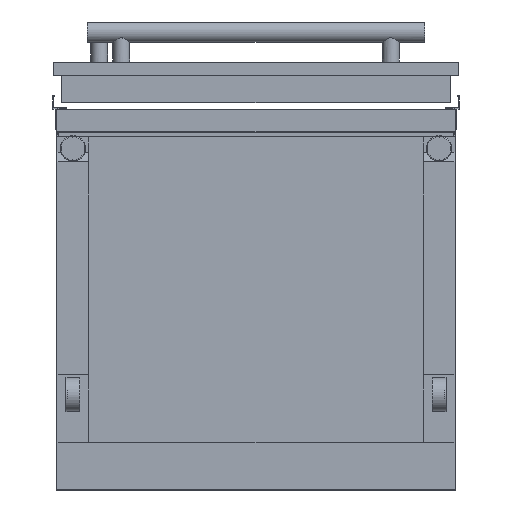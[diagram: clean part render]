
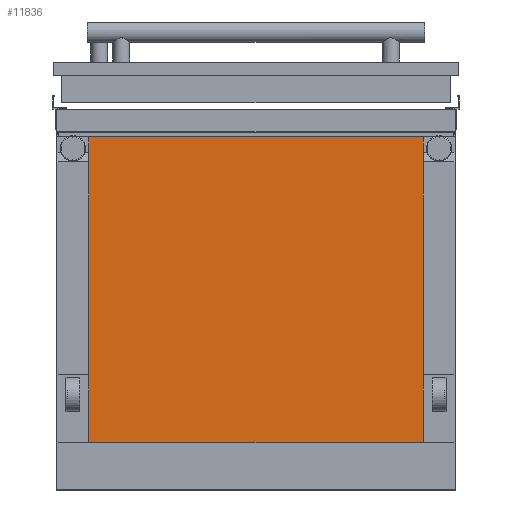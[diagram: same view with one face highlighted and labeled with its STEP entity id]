
A CAD part, front view. The second image highlights one B-rep face of the part: STEP entity #11836.
In plain terms, the highlighted planar face has unit normal (0, -1, 0).
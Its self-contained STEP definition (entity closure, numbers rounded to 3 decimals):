
#694 = DIRECTION ( 'NONE',  ( -1., 0., 0. ) ) ;
#2685 = LINE ( 'NONE', #11700, #7477 ) ;
#2895 = VECTOR ( 'NONE', #3614, 1000. ) ;
#3503 = VERTEX_POINT ( 'NONE', #6478 ) ;
#3614 = DIRECTION ( 'NONE',  ( 0., 0., 1. ) ) ;
#3712 = VERTEX_POINT ( 'NONE', #6732 ) ;
#3983 = CARTESIAN_POINT ( 'NONE',  ( -246., -990.85, 240. ) ) ;
#4043 = PLANE ( 'NONE',  #4522 ) ;
#4397 = ORIENTED_EDGE ( 'NONE', *, *, #9778, .F. ) ;
#4522 = AXIS2_PLACEMENT_3D ( 'NONE', #6083, #5238, #11323 ) ;
#4593 = EDGE_CURVE ( 'NONE', #3503, #4661, #2685, .T. ) ;
#4661 = VERTEX_POINT ( 'NONE', #4861 ) ;
#4678 = VECTOR ( 'NONE', #5708, 1000. ) ;
#4861 = CARTESIAN_POINT ( 'NONE',  ( -246., -990.85, -210.4 ) ) ;
#4982 = LINE ( 'NONE', #11823, #4678 ) ;
#5127 = ORIENTED_EDGE ( 'NONE', *, *, #4593, .F. ) ;
#5238 = DIRECTION ( 'NONE',  ( 0., 1., 0. ) ) ;
#5354 = FACE_OUTER_BOUND ( 'NONE', #5375, .T. ) ;
#5375 = EDGE_LOOP ( 'NONE', ( #12995, #9878, #4397, #5127 ) ) ;
#5708 = DIRECTION ( 'NONE',  ( 0., 0., 1. ) ) ;
#5767 = EDGE_CURVE ( 'NONE', #3503, #3712, #4982, .T. ) ;
#6083 = CARTESIAN_POINT ( 'NONE',  ( -246., -990.85, -280. ) ) ;
#6478 = CARTESIAN_POINT ( 'NONE',  ( 246., -990.85, -210.4 ) ) ;
#6732 = CARTESIAN_POINT ( 'NONE',  ( 246., -990.85, 240. ) ) ;
#7141 = EDGE_CURVE ( 'NONE', #3712, #11270, #12416, .T. ) ;
#7477 = VECTOR ( 'NONE', #12668, 1000. ) ;
#8324 = LINE ( 'NONE', #12741, #2895 ) ;
#9778 = EDGE_CURVE ( 'NONE', #4661, #11270, #8324, .T. ) ;
#9878 = ORIENTED_EDGE ( 'NONE', *, *, #7141, .T. ) ;
#11270 = VERTEX_POINT ( 'NONE', #3983 ) ;
#11323 = DIRECTION ( 'NONE',  ( 0., 0., 1. ) ) ;
#11326 = VECTOR ( 'NONE', #694, 1000. ) ;
#11700 = CARTESIAN_POINT ( 'NONE',  ( -293., -990.85, -210.4 ) ) ;
#11809 = CARTESIAN_POINT ( 'NONE',  ( -246., -990.85, 240. ) ) ;
#11823 = CARTESIAN_POINT ( 'NONE',  ( 246., -990.85, -280. ) ) ;
#11836 = ADVANCED_FACE ( 'NONE', ( #5354 ), #4043, .F. ) ;
#12416 = LINE ( 'NONE', #11809, #11326 ) ;
#12668 = DIRECTION ( 'NONE',  ( -1., 0., 0. ) ) ;
#12741 = CARTESIAN_POINT ( 'NONE',  ( -246., -990.85, -280. ) ) ;
#12995 = ORIENTED_EDGE ( 'NONE', *, *, #5767, .T. ) ;
